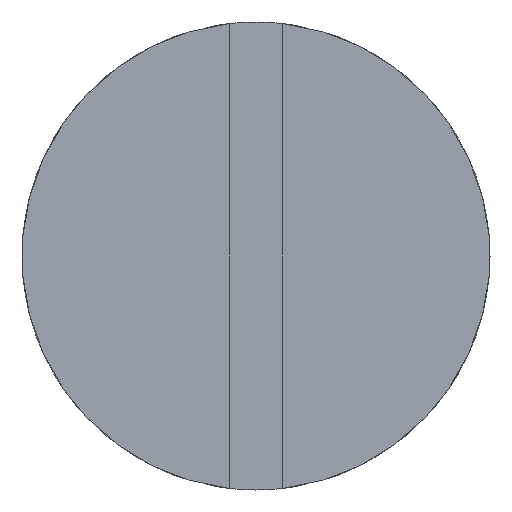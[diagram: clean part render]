
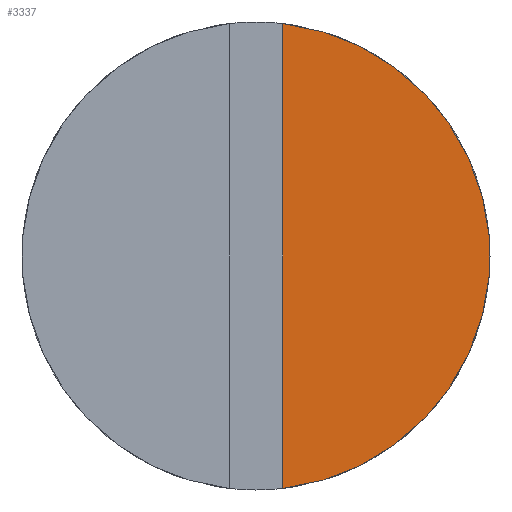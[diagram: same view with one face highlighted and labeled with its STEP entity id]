
A CAD part, left-side view. The second image highlights one B-rep face of the part: STEP entity #3337.
In plain terms, the highlighted planar face has unit normal (-1, 0, 0).
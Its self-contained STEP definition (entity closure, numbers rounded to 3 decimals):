
#219 = EDGE_CURVE ( 'NONE', #1057, #2740, #2125, .T. ) ;
#242 = DIRECTION ( 'NONE',  ( 0., 0., 1. ) ) ;
#652 = AXIS2_PLACEMENT_3D ( 'NONE', #1046, #769, #242 ) ;
#769 = DIRECTION ( 'NONE',  ( -1., 0., 0. ) ) ;
#811 = CARTESIAN_POINT ( 'NONE',  ( 0., -0.4, -3.5 ) ) ;
#829 = DIRECTION ( 'NONE',  ( 0., 0., -1. ) ) ;
#1034 = LINE ( 'NONE', #811, #1121 ) ;
#1046 = CARTESIAN_POINT ( 'NONE',  ( 0., 0., 0. ) ) ;
#1057 = VERTEX_POINT ( 'NONE', #1247 ) ;
#1092 = DIRECTION ( 'NONE',  ( 1., 0., 0. ) ) ;
#1121 = VECTOR ( 'NONE', #829, 1000. ) ;
#1126 = DIRECTION ( 'NONE',  ( 0., 0., -1. ) ) ;
#1247 = CARTESIAN_POINT ( 'NONE',  ( 0., -0.4, -3.477 ) ) ;
#1330 = ORIENTED_EDGE ( 'NONE', *, *, #2725, .T. ) ;
#1444 = AXIS2_PLACEMENT_3D ( 'NONE', #1639, #1092, #1126 ) ;
#1639 = CARTESIAN_POINT ( 'NONE',  ( 0., 3.5, 0. ) ) ;
#1672 = FACE_OUTER_BOUND ( 'NONE', #3323, .T. ) ;
#2125 = CIRCLE ( 'NONE', #652, 3.5 ) ;
#2151 = PLANE ( 'NONE',  #1444 ) ;
#2725 = EDGE_CURVE ( 'NONE', #2740, #1057, #1034, .T. ) ;
#2740 = VERTEX_POINT ( 'NONE', #2899 ) ;
#2899 = CARTESIAN_POINT ( 'NONE',  ( 0., -0.4, 3.477 ) ) ;
#3145 = ORIENTED_EDGE ( 'NONE', *, *, #219, .T. ) ;
#3323 = EDGE_LOOP ( 'NONE', ( #1330, #3145 ) ) ;
#3337 = ADVANCED_FACE ( 'NONE', ( #1672 ), #2151, .F. ) ;
